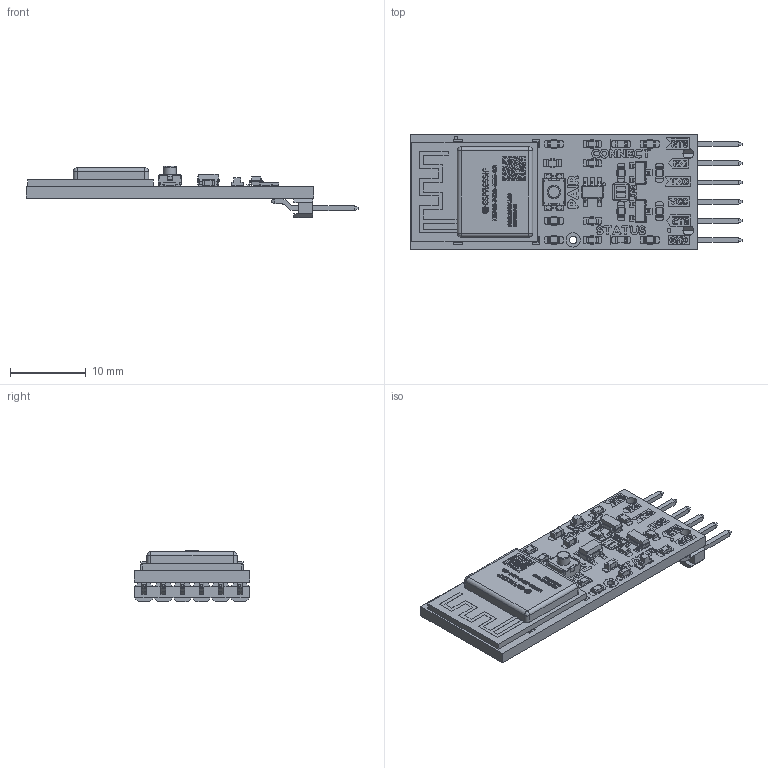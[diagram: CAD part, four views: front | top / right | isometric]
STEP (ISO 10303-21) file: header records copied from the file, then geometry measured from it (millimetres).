
FILE_DESCRIPTION(('KiCad electronic assembly'),'2;1');
FILE_NAME('SparkFun_BlueSMiRF-v2-Headers_3D_model.step', '2024-11-14T21:43:03',('Pcbnew'),('Kicad'), 'Open CASCADE STEP processor 7.8','KiCad to STEP converter','Unknown' );
FILE_SCHEMA(('AUTOMOTIVE_DESIGN { 1 0 10303 214 1 1 1 1 }'));
Length unit declared in the file: millimetre
Products named in the file (46): SparkFun_BlueSMiRF-v2-Headers_3D_model 1; LED_0603_1608Metric_Green; SOT-23; R_0603_1608Metric; SOT-23-5; C_0603_1608Metric; ESP32-PICO-MINI-02; ESP32PICOMINI02_PCB_001; 零部件4; 零部件5; 零部件7; 零部件9; 零部件11; Push_SMD_4.6x2.8mm_h2.5mm; tactile_switch_3.5x2.9_4F; LED_0603_1608Metric_Red; PinHeader_1x06_P2.54mm_Horizontal_SMD_Right; Plastic; MetalPins; PinMetal; SparkFun_BlueSMiRF-v2-Headers_copper; SparkFun_BlueSMiRF-v2-Headers_pad; SparkFun_BlueSMiRF-v2-Headers_silkscreen; SparkFun_BlueSMiRF-v2-Headers_PCB
Assembly tree (63 placements, depth 4):
  SparkFun_BlueSMiRF-v2-Headers_3D_model 1
    LED_0603_1608Metric_Green
    SOT-23  x2
    R_0603_1608Metric  x10
    SOT-23-5
    C_0603_1608Metric  x4
    ESP32-PICO-MINI-02
      ESP32PICOMINI02_PCB_001
      零部件4
      零部件5
      零部件7
      零部件9
      零部件11
    Push_SMD_4.6x2.8mm_h2.5mm
      tactile_switch_3.5x2.9_4F
      tactile_switch_3.5x2.9_4F
      tactile_switch_3.5x2.9_4F
      tactile_switch_3.5x2.9_4F
      tactile_switch_3.5x2.9_4F
      tactile_switch_3.5x2.9_4F
      tactile_switch_3.5x2.9_4F
      tactile_switch_3.5x2.9_4F
      tactile_switch_3.5x2.9_4F
      tactile_switch_3.5x2.9_4F
      tactile_switch_3.5x2.9_4F
      tactile_switch_3.5x2.9_4F
      tactile_switch_3.5x2.9_4F
      tactile_switch_3.5x2.9_4F
      tactile_switch_3.5x2.9_4F
      tactile_switch_3.5x2.9_4F
      tactile_switch_3.5x2.9_4F
      tactile_switch_3.5x2.9_4F
      tactile_switch_3.5x2.9_4F
      tactile_switch_3.5x2.9_4F
      tactile_switch_3.5x2.9_4F
      tactile_switch_3.5x2.9_4F
      tactile_switch_3.5x2.9_4F
    LED_0603_1608Metric_Red
    PinHeader_1x06_P2.54mm_Horizontal_SMD_Right
      Plastic
      MetalPins
        PinMetal  x6
    SparkFun_BlueSMiRF-v2-Headers_copper
    SparkFun_BlueSMiRF-v2-Headers_pad
    SparkFun_BlueSMiRF-v2-Headers_silkscreen
    SparkFun_BlueSMiRF-v2-Headers_PCB
Bounding box: 43.94 x 15.24 x 6.78 mm (x, y, z)
Volume: 1239.7 mm3; surface area: 3203.8 mm2
Topology: 247 solids, 360 shells, 4230 faces, 13408 edges, 9883 vertices
Faces by surface type: plane 2786, bspline 989, cylinder 446, sphere 8, torus 1
Full cylindrical faces by diameter (mm): 0.5 x4, 0.75 x6, 0.8 x1, 0.966 x3, 1.016 x2, 1.4 x2, 1.7 x1, 1.75 x1, 1.88 x2, 2.2 x1
Entity records: 144704 total; most frequent: CARTESIAN_POINT 37409, ORIENTED_EDGE 21160, DIRECTION 16813, EDGE_CURVE 12124, LINE 9361, VECTOR 9361, VERTEX_POINT 9045, FACE_BOUND 4027
